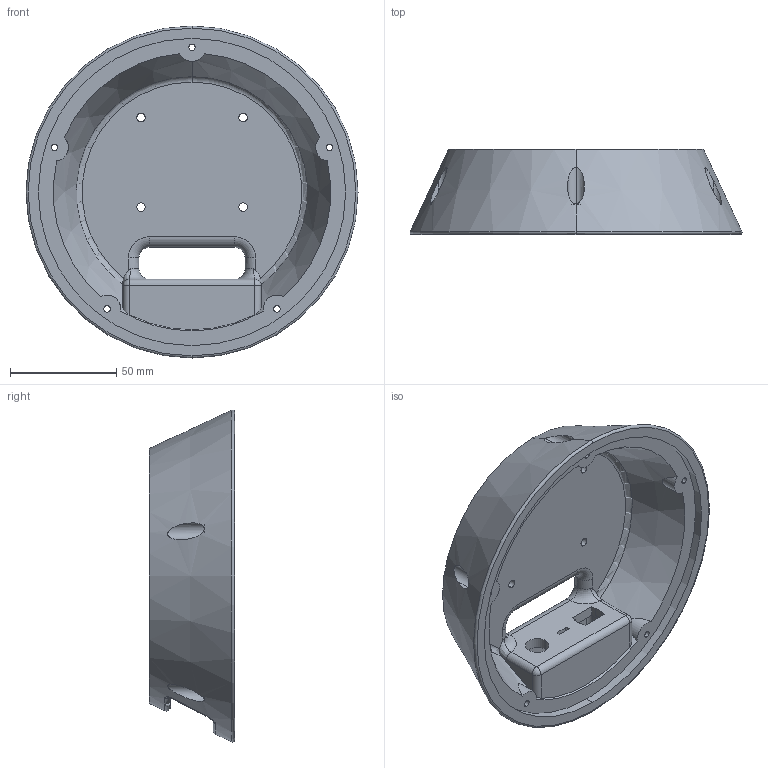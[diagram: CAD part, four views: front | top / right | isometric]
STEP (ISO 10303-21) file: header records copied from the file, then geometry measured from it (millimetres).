
FILE_DESCRIPTION (( 'STEP AP203' ), '1' );
FILE_NAME ('Fore_Hip_new2.STEP', '2024-06-13T15:02:14', ( '' ), ( '' ), 'SwSTEP 2.0', 'SolidWorks 2024', '' );
FILE_SCHEMA (( 'CONFIG_CONTROL_DESIGN' ));
Length unit declared in the file: millimetre
Products named in the file (1): Fore_Hip_new2
Bounding box: 156.16 x 40 x 156.16 mm (x, y, z)
Volume: 240543.3 mm3; surface area: 62059.3 mm2
Topology: 1 solids, 1 shells, 139 faces, 346 edges, 215 vertices
Faces by surface type: cylinder 67, plane 41, torus 15, bspline 8, cone 4, sphere 4
Entity records: 5322 total; most frequent: CARTESIAN_POINT 1895, DIRECTION 717, ORIENTED_EDGE 684, EDGE_CURVE 342, AXIS2_PLACEMENT_3D 289, VERTEX_POINT 215, EDGE_LOOP 175, CIRCLE 157
